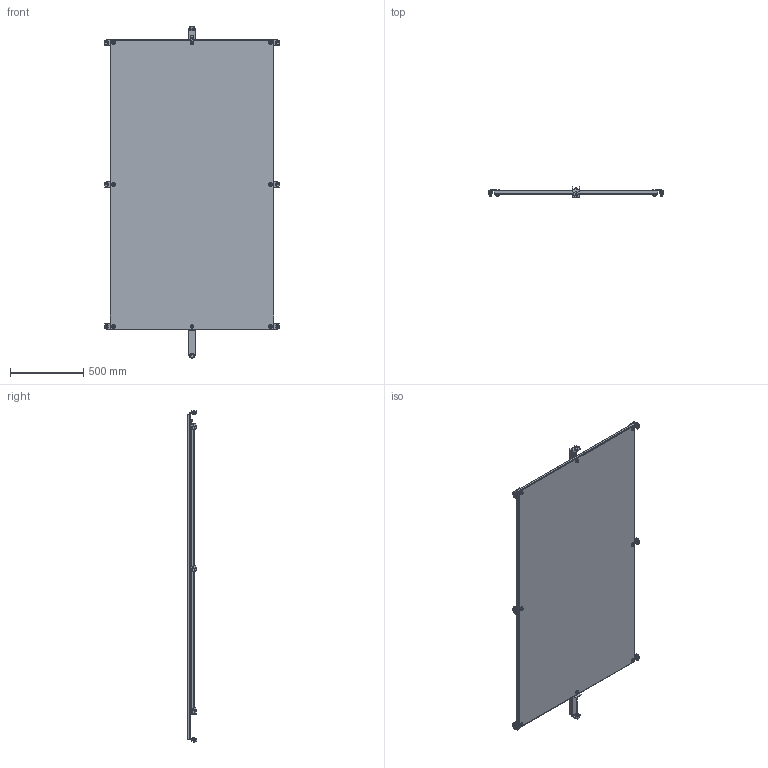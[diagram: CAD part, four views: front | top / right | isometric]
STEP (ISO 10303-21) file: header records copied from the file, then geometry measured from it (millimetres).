
FILE_DESCRIPTION (( 'STEP AP203' ), '1' );
FILE_NAME ('90BWFW_Default.step', '2019-09-13T18:15:53', ( '' ), ( '' ), 'SwSTEP 2.0', 'SolidWorks 2018', '' );
FILE_SCHEMA (( 'CONFIG_CONTROL_DESIGN' ));
Length unit declared in the file: inch
Products named in the file (1): 90BWFW_Default
Bounding box: 1198.78 x 65.86 x 2267.46 mm (x, y, z)
Volume: 8208889.4 mm3; surface area: 5226872.1 mm2
Topology: 70 solids, 70 shells, 955 faces, 2179 edges, 1406 vertices
Faces by surface type: plane 552, cylinder 311, bspline 58, cone 34
Entity records: 28239 total; most frequent: CARTESIAN_POINT 6293, DIRECTION 4600, ORIENTED_EDGE 4358, EDGE_CURVE 2179, AXIS2_PLACEMENT_3D 1605, VERTEX_POINT 1406, LINE 1390, VECTOR 1390
